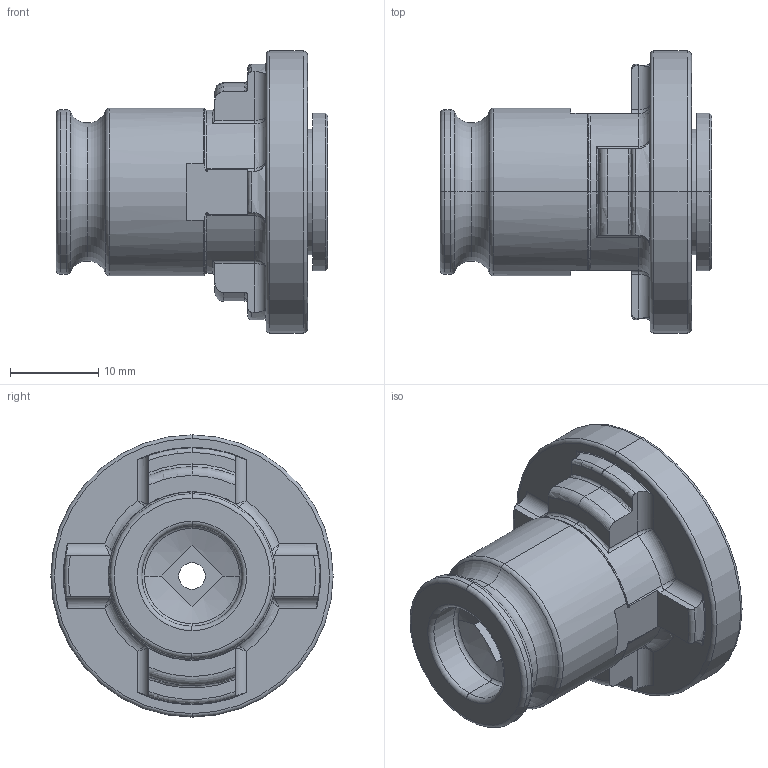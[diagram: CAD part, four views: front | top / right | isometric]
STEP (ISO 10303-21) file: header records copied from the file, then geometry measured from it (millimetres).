
FILE_DESCRIPTION (( 'STEP AP203' ), '1' );
FILE_NAME ('Go1.U03.K31.007.STEP', '2013-03-27T15:11:13', ( 'baer' ), ( 'Hewlett-Packard Company' ), 'SwSTEP 2.0', 'SolidWorks 2012', '' );
FILE_SCHEMA (( 'CONFIG_CONTROL_DESIGN' ));
Length unit declared in the file: millimetre
Products named in the file (1): Go1.U03.K31.007
Bounding box: 30.8 x 32 x 32 mm (x, y, z)
Volume: 9864.9 mm3; surface area: 4529.8 mm2
Topology: 1 solids, 1 shells, 139 faces, 340 edges, 200 vertices
Faces by surface type: torus 55, cylinder 43, plane 29, bspline 8, sphere 2, cone 2
Entity records: 4704 total; most frequent: CARTESIAN_POINT 1454, DIRECTION 687, ORIENTED_EDGE 664, EDGE_CURVE 332, AXIS2_PLACEMENT_3D 295, VERTEX_POINT 200, CIRCLE 163, EDGE_LOOP 146
